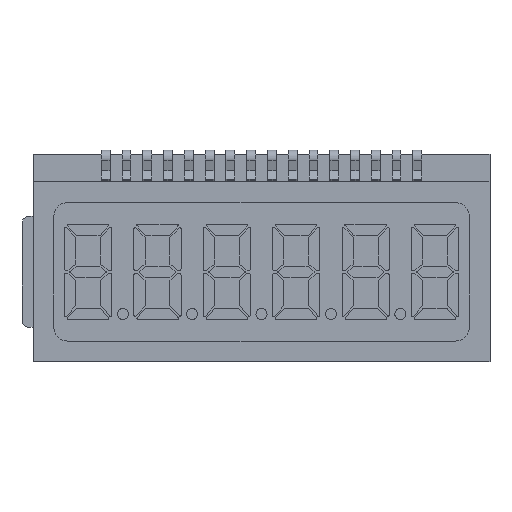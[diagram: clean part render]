
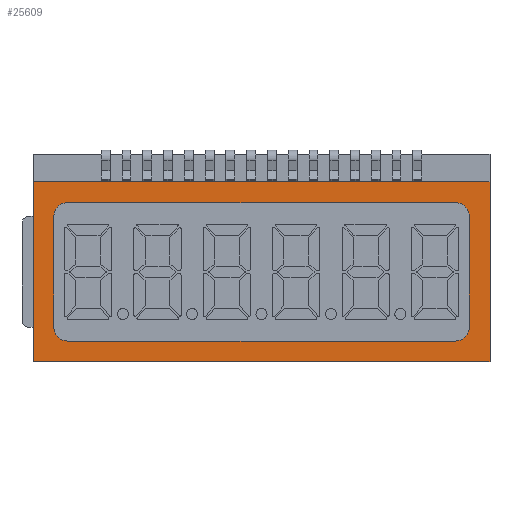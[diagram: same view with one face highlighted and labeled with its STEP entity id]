
A CAD part, top view. The second image highlights one B-rep face of the part: STEP entity #25609.
In plain terms, the highlighted planar face has unit normal (0, 0, 1).
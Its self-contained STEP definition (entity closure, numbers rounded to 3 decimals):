
#147 = EDGE_CURVE ( 'NONE', #33148, #30897, #1473, .T. ) ;
#148 = VERTEX_POINT ( 'NONE', #18260 ) ;
#1473 = CIRCLE ( 'NONE', #26659, 1. ) ;
#2182 = LINE ( 'NONE', #24567, #15430 ) ;
#2214 = EDGE_CURVE ( 'NONE', #30173, #25345, #18864, .T. ) ;
#3889 = EDGE_LOOP ( 'NONE', ( #24087, #11341, #17010, #31231 ) ) ;
#4018 = CARTESIAN_POINT ( 'NONE',  ( -16.5, 6.5, 2.78 ) ) ;
#4411 = AXIS2_PLACEMENT_3D ( 'NONE', #14833, #33351, #17505 ) ;
#4917 = ORIENTED_EDGE ( 'NONE', *, *, #14884, .F. ) ;
#4989 = CARTESIAN_POINT ( 'NONE',  ( -14., 5., 2.78 ) ) ;
#6382 = CIRCLE ( 'NONE', #14776, 1. ) ;
#6665 = DIRECTION ( 'NONE',  ( 1., 0., 0. ) ) ;
#6669 = DIRECTION ( 'NONE',  ( -1., 0., 0. ) ) ;
#6811 = EDGE_CURVE ( 'NONE', #34242, #7038, #13401, .T. ) ;
#6942 = DIRECTION ( 'NONE',  ( 0., 0., 1. ) ) ;
#6944 = CIRCLE ( 'NONE', #4411, 1. ) ;
#7038 = VERTEX_POINT ( 'NONE', #29767 ) ;
#7412 = ORIENTED_EDGE ( 'NONE', *, *, #6811, .F. ) ;
#7763 = EDGE_CURVE ( 'NONE', #25345, #34242, #26383, .T. ) ;
#8270 = EDGE_CURVE ( 'NONE', #12722, #33148, #15979, .T. ) ;
#9201 = CARTESIAN_POINT ( 'NONE',  ( 16.5, 6.5, 2.78 ) ) ;
#9292 = EDGE_CURVE ( 'NONE', #10851, #148, #19934, .T. ) ;
#9934 = PLANE ( 'NONE',  #13250 ) ;
#10851 = VERTEX_POINT ( 'NONE', #13456 ) ;
#10889 = CARTESIAN_POINT ( 'NONE',  ( 14., -5., 2.78 ) ) ;
#11341 = ORIENTED_EDGE ( 'NONE', *, *, #19751, .T. ) ;
#11613 = CARTESIAN_POINT ( 'NONE',  ( -15., 4., 2.78 ) ) ;
#11962 = CARTESIAN_POINT ( 'NONE',  ( 14., 4., 2.78 ) ) ;
#12555 = DIRECTION ( 'NONE',  ( 1., 0., 0. ) ) ;
#12722 = VERTEX_POINT ( 'NONE', #29333 ) ;
#12848 = CARTESIAN_POINT ( 'NONE',  ( 15., -4., 2.78 ) ) ;
#13250 = AXIS2_PLACEMENT_3D ( 'NONE', #33655, #28414, #12555 ) ;
#13401 = LINE ( 'NONE', #4989, #20438 ) ;
#13456 = CARTESIAN_POINT ( 'NONE',  ( -16.5, 6.5, 2.78 ) ) ;
#13867 = ORIENTED_EDGE ( 'NONE', *, *, #7763, .F. ) ;
#14028 = EDGE_LOOP ( 'NONE', ( #22575, #22483, #24354, #32758, #7412, #13867, #22163, #4917 ) ) ;
#14663 = DIRECTION ( 'NONE',  ( 1., 0., 0. ) ) ;
#14776 = AXIS2_PLACEMENT_3D ( 'NONE', #22814, #6942, #25484 ) ;
#14833 = CARTESIAN_POINT ( 'NONE',  ( 14., -4., 2.78 ) ) ;
#14884 = EDGE_CURVE ( 'NONE', #33705, #30173, #6944, .T. ) ;
#15090 = VECTOR ( 'NONE', #27719, 1000. ) ;
#15430 = VECTOR ( 'NONE', #32752, 1000. ) ;
#15938 = LINE ( 'NONE', #9201, #15090 ) ;
#15952 = EDGE_CURVE ( 'NONE', #22864, #30723, #15938, .T. ) ;
#15979 = LINE ( 'NONE', #11613, #25502 ) ;
#16800 = CARTESIAN_POINT ( 'NONE',  ( -14., -5., 2.78 ) ) ;
#17010 = ORIENTED_EDGE ( 'NONE', *, *, #9292, .T. ) ;
#17505 = DIRECTION ( 'NONE',  ( 1., 0., 0. ) ) ;
#17650 = LINE ( 'NONE', #4018, #24712 ) ;
#18073 = LINE ( 'NONE', #19880, #31326 ) ;
#18260 = CARTESIAN_POINT ( 'NONE',  ( -16.5, -6.5, 2.78 ) ) ;
#18864 = LINE ( 'NONE', #20888, #25891 ) ;
#19751 = EDGE_CURVE ( 'NONE', #30723, #10851, #17650, .T. ) ;
#19880 = CARTESIAN_POINT ( 'NONE',  ( -16.5, -6.5, 2.78 ) ) ;
#19934 = LINE ( 'NONE', #29847, #33169 ) ;
#20438 = VECTOR ( 'NONE', #20878, 1000. ) ;
#20878 = DIRECTION ( 'NONE',  ( -1., 0., 0. ) ) ;
#20888 = CARTESIAN_POINT ( 'NONE',  ( 15., 4., 2.78 ) ) ;
#20934 = CARTESIAN_POINT ( 'NONE',  ( 14., 5., 2.78 ) ) ;
#21885 = CARTESIAN_POINT ( 'NONE',  ( 15., 4., 2.78 ) ) ;
#21991 = EDGE_CURVE ( 'NONE', #148, #22864, #18073, .T. ) ;
#22163 = ORIENTED_EDGE ( 'NONE', *, *, #2214, .F. ) ;
#22483 = ORIENTED_EDGE ( 'NONE', *, *, #147, .F. ) ;
#22575 = ORIENTED_EDGE ( 'NONE', *, *, #25388, .F. ) ;
#22814 = CARTESIAN_POINT ( 'NONE',  ( -14., 4., 2.78 ) ) ;
#22864 = VERTEX_POINT ( 'NONE', #29291 ) ;
#23111 = DIRECTION ( 'NONE',  ( 0., 0., 1. ) ) ;
#23867 = CARTESIAN_POINT ( 'NONE',  ( 16.5, 6.5, 2.78 ) ) ;
#24087 = ORIENTED_EDGE ( 'NONE', *, *, #15952, .T. ) ;
#24354 = ORIENTED_EDGE ( 'NONE', *, *, #8270, .F. ) ;
#24567 = CARTESIAN_POINT ( 'NONE',  ( -14., -5., 2.78 ) ) ;
#24712 = VECTOR ( 'NONE', #6669, 1000. ) ;
#24982 = EDGE_CURVE ( 'NONE', #7038, #12722, #6382, .T. ) ;
#25345 = VERTEX_POINT ( 'NONE', #21885 ) ;
#25388 = EDGE_CURVE ( 'NONE', #30897, #33705, #2182, .T. ) ;
#25484 = DIRECTION ( 'NONE',  ( 1., 0., 0. ) ) ;
#25502 = VECTOR ( 'NONE', #30163, 1000. ) ;
#25609 = ADVANCED_FACE ( 'NONE', ( #26981, #33197 ), #9934, .T. ) ;
#25891 = VECTOR ( 'NONE', #31417, 1000. ) ;
#26383 = CIRCLE ( 'NONE', #32775, 1. ) ;
#26659 = AXIS2_PLACEMENT_3D ( 'NONE', #31079, #23111, #32779 ) ;
#26981 = FACE_OUTER_BOUND ( 'NONE', #3889, .T. ) ;
#27176 = DIRECTION ( 'NONE',  ( 0., -1., 0. ) ) ;
#27719 = DIRECTION ( 'NONE',  ( 0., 1., 0. ) ) ;
#28414 = DIRECTION ( 'NONE',  ( 0., 0., 1. ) ) ;
#29291 = CARTESIAN_POINT ( 'NONE',  ( 16.5, -6.5, 2.78 ) ) ;
#29333 = CARTESIAN_POINT ( 'NONE',  ( -15., 4., 2.78 ) ) ;
#29767 = CARTESIAN_POINT ( 'NONE',  ( -14., 5., 2.78 ) ) ;
#29847 = CARTESIAN_POINT ( 'NONE',  ( -16.5, 6.5, 2.78 ) ) ;
#30163 = DIRECTION ( 'NONE',  ( 0., -1., 0. ) ) ;
#30173 = VERTEX_POINT ( 'NONE', #12848 ) ;
#30516 = DIRECTION ( 'NONE',  ( 0., 0., 1. ) ) ;
#30723 = VERTEX_POINT ( 'NONE', #23867 ) ;
#30897 = VERTEX_POINT ( 'NONE', #16800 ) ;
#31079 = CARTESIAN_POINT ( 'NONE',  ( -14., -4., 2.78 ) ) ;
#31231 = ORIENTED_EDGE ( 'NONE', *, *, #21991, .T. ) ;
#31326 = VECTOR ( 'NONE', #6665, 1000. ) ;
#31417 = DIRECTION ( 'NONE',  ( 0., 1., 0. ) ) ;
#32752 = DIRECTION ( 'NONE',  ( 1., 0., 0. ) ) ;
#32758 = ORIENTED_EDGE ( 'NONE', *, *, #24982, .F. ) ;
#32775 = AXIS2_PLACEMENT_3D ( 'NONE', #11962, #30516, #14663 ) ;
#32779 = DIRECTION ( 'NONE',  ( 1., 0., 0. ) ) ;
#33148 = VERTEX_POINT ( 'NONE', #34309 ) ;
#33169 = VECTOR ( 'NONE', #27176, 1000. ) ;
#33197 = FACE_BOUND ( 'NONE', #14028, .T. ) ;
#33351 = DIRECTION ( 'NONE',  ( 0., 0., 1. ) ) ;
#33655 = CARTESIAN_POINT ( 'NONE',  ( 0., 0., 2.78 ) ) ;
#33705 = VERTEX_POINT ( 'NONE', #10889 ) ;
#34242 = VERTEX_POINT ( 'NONE', #20934 ) ;
#34309 = CARTESIAN_POINT ( 'NONE',  ( -15., -4., 2.78 ) ) ;
